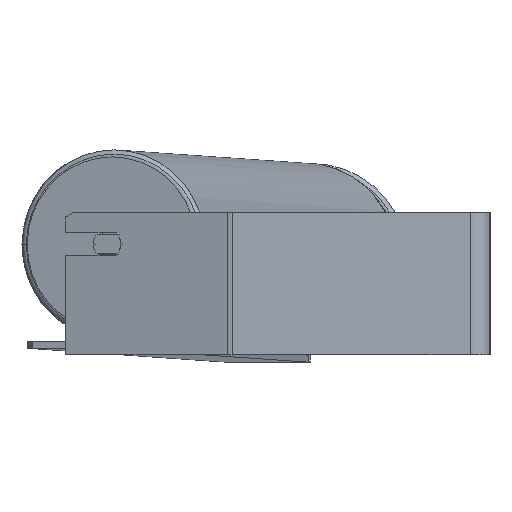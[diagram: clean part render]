
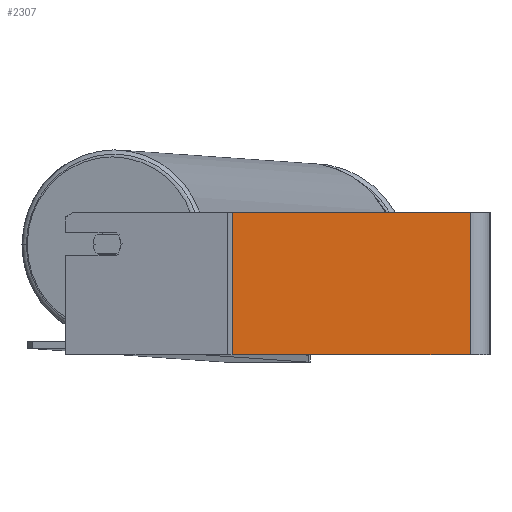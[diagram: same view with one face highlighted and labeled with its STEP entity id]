
A CAD part, left-side view. The second image highlights one B-rep face of the part: STEP entity #2307.
In plain terms, the highlighted planar face has unit normal (-1, 0, 0).
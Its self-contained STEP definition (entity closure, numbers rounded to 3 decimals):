
#959 = VECTOR ( 'NONE', #1564, 1000. ) ;
#1499 = CARTESIAN_POINT ( 'NONE',  ( -850., 182.869, -50. ) ) ;
#1564 = DIRECTION ( 'NONE',  ( 0., 0., -1. ) ) ;
#1734 = LINE ( 'NONE', #6193, #7337 ) ;
#1900 = CARTESIAN_POINT ( 'NONE',  ( -850., 181.026, 50. ) ) ;
#2093 = VERTEX_POINT ( 'NONE', #2876 ) ;
#2307 = ADVANCED_FACE ( 'NONE', ( #3333 ), #8155, .F. ) ;
#2385 = CARTESIAN_POINT ( 'NONE',  ( -850., 181.026, 50. ) ) ;
#2421 = CARTESIAN_POINT ( 'NONE',  ( -850., 182.869, 50. ) ) ;
#2510 = CARTESIAN_POINT ( 'NONE',  ( -850., 181.026, -50. ) ) ;
#2617 = DIRECTION ( 'NONE',  ( 1., 0., 0. ) ) ;
#2876 = CARTESIAN_POINT ( 'NONE',  ( -850., 14., -50. ) ) ;
#2887 = DIRECTION ( 'NONE',  ( 0., -1., 0. ) ) ;
#3333 = FACE_OUTER_BOUND ( 'NONE', #4787, .T. ) ;
#3654 = EDGE_CURVE ( 'NONE', #8360, #6407, #6819, .T. ) ;
#3757 = VECTOR ( 'NONE', #2887, 1000. ) ;
#4348 = ORIENTED_EDGE ( 'NONE', *, *, #7405, .F. ) ;
#4688 = VERTEX_POINT ( 'NONE', #9281 ) ;
#4787 = EDGE_LOOP ( 'NONE', ( #8772, #8923, #4348, #6272 ) ) ;
#5254 = DIRECTION ( 'NONE',  ( 0., -1., 0. ) ) ;
#5553 = VECTOR ( 'NONE', #5254, 1000. ) ;
#5870 = AXIS2_PLACEMENT_3D ( 'NONE', #9089, #2617, #8780 ) ;
#6050 = DIRECTION ( 'NONE',  ( 0., 0., -1. ) ) ;
#6193 = CARTESIAN_POINT ( 'NONE',  ( -850., 14., 50. ) ) ;
#6272 = ORIENTED_EDGE ( 'NONE', *, *, #3654, .T. ) ;
#6365 = EDGE_CURVE ( 'NONE', #4688, #2093, #1734, .T. ) ;
#6407 = VERTEX_POINT ( 'NONE', #2510 ) ;
#6819 = LINE ( 'NONE', #2385, #959 ) ;
#7337 = VECTOR ( 'NONE', #6050, 1000. ) ;
#7405 = EDGE_CURVE ( 'NONE', #8360, #4688, #8141, .T. ) ;
#8141 = LINE ( 'NONE', #2421, #5553 ) ;
#8155 = PLANE ( 'NONE',  #5870 ) ;
#8360 = VERTEX_POINT ( 'NONE', #1900 ) ;
#8552 = LINE ( 'NONE', #1499, #3757 ) ;
#8772 = ORIENTED_EDGE ( 'NONE', *, *, #8944, .T. ) ;
#8780 = DIRECTION ( 'NONE',  ( 0., 0., -1. ) ) ;
#8923 = ORIENTED_EDGE ( 'NONE', *, *, #6365, .F. ) ;
#8944 = EDGE_CURVE ( 'NONE', #6407, #2093, #8552, .T. ) ;
#9089 = CARTESIAN_POINT ( 'NONE',  ( -850., 182.869, 50. ) ) ;
#9281 = CARTESIAN_POINT ( 'NONE',  ( -850., 14., 50. ) ) ;
